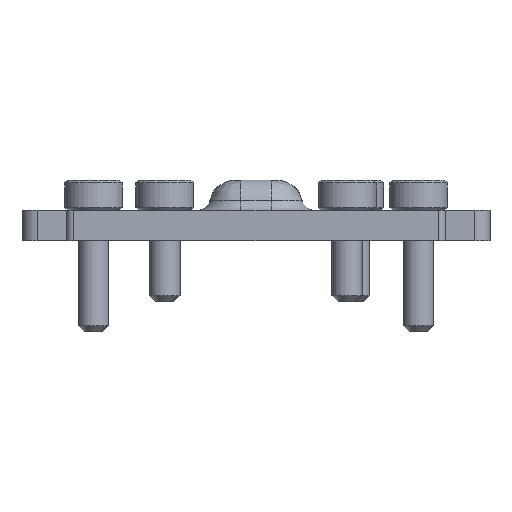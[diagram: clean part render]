
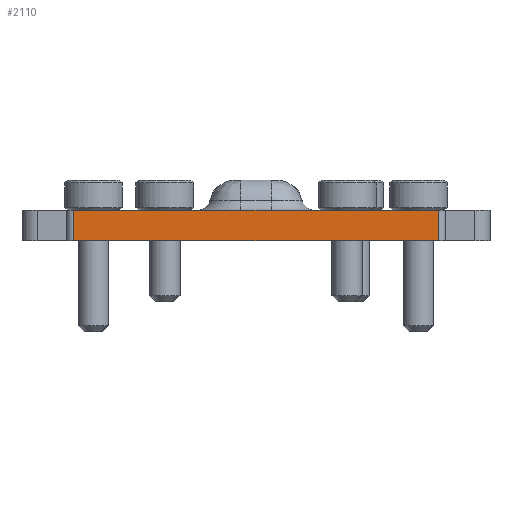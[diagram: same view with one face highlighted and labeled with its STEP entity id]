
A CAD part, front view. The second image highlights one B-rep face of the part: STEP entity #2110.
In plain terms, the highlighted planar face has unit normal (0, -1, 0).
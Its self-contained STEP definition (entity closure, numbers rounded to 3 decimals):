
#176=PLANE('',#2422);
#350=FACE_OUTER_BOUND('',#510,.T.);
#510=EDGE_LOOP('',(#1923,#1924,#1925,#1926));
#598=LINE('',#3692,#738);
#615=LINE('',#3767,#755);
#652=LINE('',#3857,#792);
#653=LINE('',#3859,#793);
#738=VECTOR('',#2900,10.);
#755=VECTOR('',#2959,10.);
#792=VECTOR('',#3070,10.);
#793=VECTOR('',#3073,10.);
#1039=VERTEX_POINT('',#3689);
#1040=VERTEX_POINT('',#3691);
#1076=VERTEX_POINT('',#3764);
#1077=VERTEX_POINT('',#3766);
#1291=EDGE_CURVE('',#1039,#1040,#598,.T.);
#1328=EDGE_CURVE('',#1076,#1077,#615,.T.);
#1375=EDGE_CURVE('',#1077,#1039,#652,.T.);
#1376=EDGE_CURVE('',#1040,#1076,#653,.T.);
#1923=ORIENTED_EDGE('',*,*,#1376,.F.);
#1924=ORIENTED_EDGE('',*,*,#1291,.F.);
#1925=ORIENTED_EDGE('',*,*,#1375,.F.);
#1926=ORIENTED_EDGE('',*,*,#1328,.F.);
#2110=ADVANCED_FACE('',(#350),#176,.F.);
#2422=AXIS2_PLACEMENT_3D('',#3858,#3071,#3072);
#2900=DIRECTION('',(1.,0.,0.));
#2959=DIRECTION('',(-1.,0.,0.));
#3070=DIRECTION('',(0.,0.,1.));
#3071=DIRECTION('center_axis',(0.,1.,0.));
#3072=DIRECTION('ref_axis',(1.,0.,0.));
#3073=DIRECTION('',(0.,0.,-1.));
#3689=CARTESIAN_POINT('',(119.213,138.203,278.313));
#3691=CARTESIAN_POINT('',(143.213,138.203,278.313));
#3692=CARTESIAN_POINT('',(124.963,138.203,278.313));
#3764=CARTESIAN_POINT('',(143.213,138.203,276.313));
#3766=CARTESIAN_POINT('',(119.213,138.203,276.313));
#3767=CARTESIAN_POINT('',(124.963,138.203,276.313));
#3857=CARTESIAN_POINT('',(119.213,138.203,278.313));
#3858=CARTESIAN_POINT('Origin',(118.713,138.203,278.313));
#3859=CARTESIAN_POINT('',(143.213,138.203,278.313));
